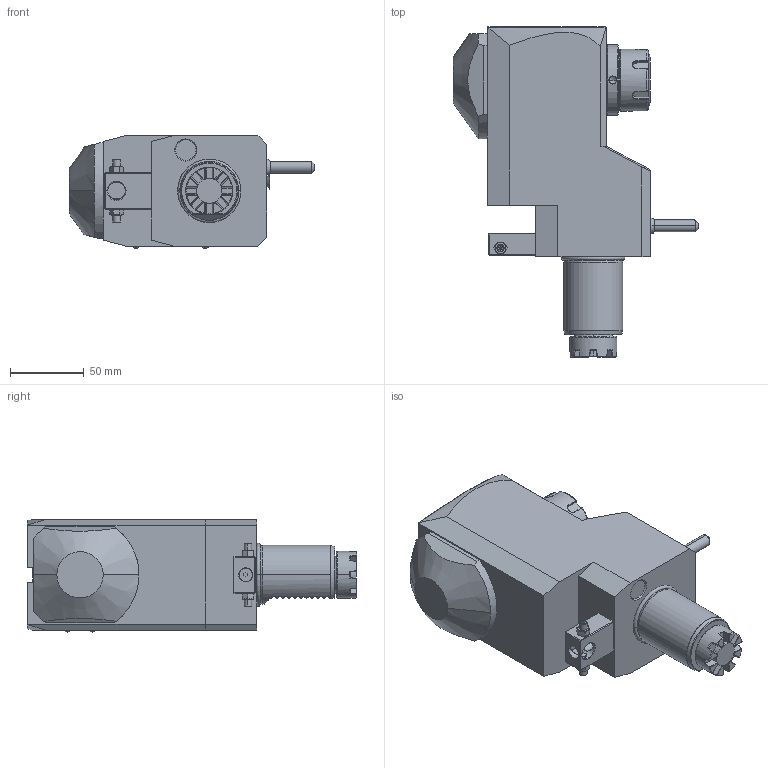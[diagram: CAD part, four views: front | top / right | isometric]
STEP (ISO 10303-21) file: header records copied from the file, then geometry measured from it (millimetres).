
FILE_DESCRIPTION((''),'2;1');
FILE_NAME('NGT1_40_441_25_2_1_120','2017-03-13T',('vali'),('NOVA GRUP'),'PRO/ENGINEER BY PARAMETRIC TECHNOLOGY CORPORATION, 2010280','PRO/ENGINEER BY PARAMETRIC TECHNOLOGY CORPORATION, 2010280','');
FILE_SCHEMA(('CONFIG_CONTROL_DESIGN'));
Length unit declared in the file: millimetre
Products named in the file (1): NGT1_40_441_25_2_1_120
Bounding box: 166.5 x 224 x 76.6 mm (x, y, z)
Volume: 1184785.5 mm3; surface area: 88879.6 mm2
Topology: 1 solids, 1 shells, 523 faces, 1341 edges, 834 vertices
Faces by surface type: plane 240, cone 97, cylinder 94, bspline 70, torus 14, sphere 6, extrusion 2
Entity records: 21693 total; most frequent: CARTESIAN_POINT 9979, ORIENTED_EDGE 2650, DIRECTION 2043, EDGE_CURVE 1325, VERTEX_POINT 834, AXIS2_PLACEMENT_3D 714, VECTOR 615, LINE 613
